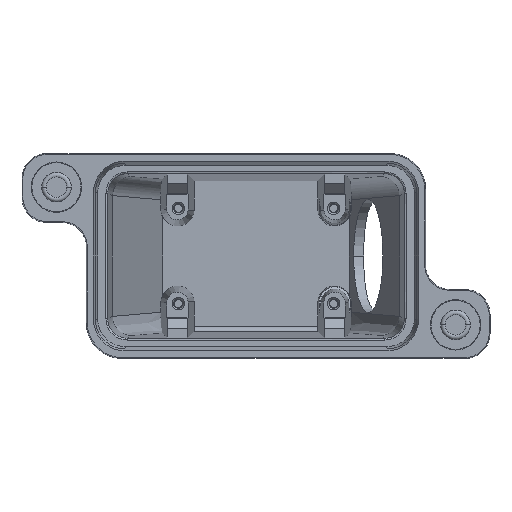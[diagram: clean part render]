
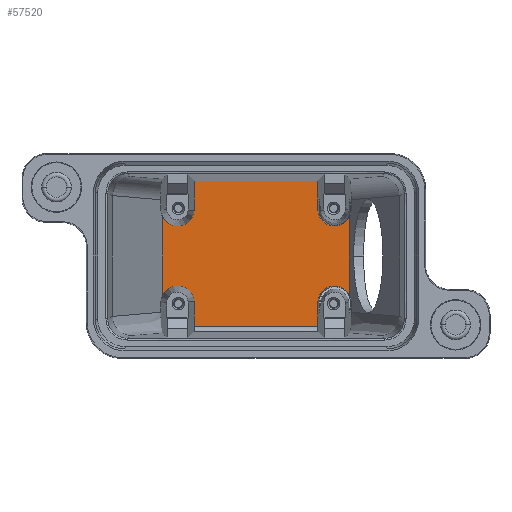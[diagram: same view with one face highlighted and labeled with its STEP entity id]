
A CAD part, front view. The second image highlights one B-rep face of the part: STEP entity #57520.
In plain terms, the highlighted planar face has unit normal (0, -1, 0).
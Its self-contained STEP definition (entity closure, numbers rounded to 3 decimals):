
#56450=CARTESIAN_POINT('',(120.776,89.294,-3.603));
#56460=DIRECTION('',(0.,1.,0.));
#56470=DIRECTION('',(-1.,0.,0.));
#56480=AXIS2_PLACEMENT_3D('',#56450,#56460,#56470);
#56490=PLANE('',#56480);
#56500=CARTESIAN_POINT('',(0.,89.294,
-45.868));
#56510=DIRECTION('',(1.,0.,0.));
#56520=VECTOR('',#56510,1.);
#56530=LINE('',#56500,#56520);
#56540=CARTESIAN_POINT('',(101.876,89.294,-45.868)
);
#56550=VERTEX_POINT('',#56540);
#56560=CARTESIAN_POINT('',(136.894,89.294,-45.868)
);
#56570=VERTEX_POINT('',#56560);
#56580=EDGE_CURVE('',#56550,#56570,#56530,.T.);
#56590=ORIENTED_EDGE('',*,*,#56580,.T.);
#56600=CARTESIAN_POINT('',(101.876,89.294,0.));
#56610=DIRECTION('',(0.,0.,1.));
#56620=VECTOR('',#56610,1.);
#56630=LINE('',#56600,#56620);
#56640=CARTESIAN_POINT('',(101.876,89.294,-38.958))
;
#56650=VERTEX_POINT('',#56640);
#56660=EDGE_CURVE('',#56550,#56650,#56630,.T.);
#56670=ORIENTED_EDGE('',*,*,#56660,.F.);
#56680=CARTESIAN_POINT('',(97.14,89.294,-39.255))
;
#56690=DIRECTION('',(0.,-1.,0.));
#56700=DIRECTION('',(-1.,0.,0.));
#56710=AXIS2_PLACEMENT_3D('',#56680,#56690,#56700);
#56720=CIRCLE('',#56710,4.746);
#56730=CARTESIAN_POINT('',(93.032,89.294,-36.878)
);
#56740=VERTEX_POINT('',#56730);
#56750=EDGE_CURVE('',#56650,#56740,#56720,.T.);
#56760=ORIENTED_EDGE('',*,*,#56750,.F.);
#56770=CARTESIAN_POINT('',(93.032,89.294,0.));
#56780=DIRECTION('',(0.,0.,1.));
#56790=VECTOR('',#56780,1.);
#56800=LINE('',#56770,#56790);
#56810=CARTESIAN_POINT('',(93.032,89.294,-15.122)
);
#56820=VERTEX_POINT('',#56810);
#56830=EDGE_CURVE('',#56740,#56820,#56800,.T.);
#56840=ORIENTED_EDGE('',*,*,#56830,.F.);
#56850=CARTESIAN_POINT('',(97.14,89.294,-12.745))
;
#56860=DIRECTION('',(0.,1.,0.));
#56870=DIRECTION('',(-1.,0.,0.));
#56880=AXIS2_PLACEMENT_3D('',#56850,#56860,#56870);
#56890=CIRCLE('',#56880,4.746);
#56900=CARTESIAN_POINT('',(101.876,89.294,-13.042)
);
#56910=VERTEX_POINT('',#56900);
#56920=EDGE_CURVE('',#56910,#56820,#56890,.T.);
#56930=ORIENTED_EDGE('',*,*,#56920,.T.);
#56940=CARTESIAN_POINT('',(101.876,89.294,0.));
#56950=DIRECTION('',(0.,0.,-1.));
#56960=VECTOR('',#56950,1.);
#56970=LINE('',#56940,#56960);
#56980=CARTESIAN_POINT('',(101.876,89.294,-4.667)
);
#56990=VERTEX_POINT('',#56980);
#57000=EDGE_CURVE('',#56990,#56910,#56970,.T.);
#57010=ORIENTED_EDGE('',*,*,#57000,.T.);
#57020=CARTESIAN_POINT('',(0.,89.294,-4.667));
#57030=DIRECTION('',(1.,0.,0.));
#57040=VECTOR('',#57030,1.);
#57050=LINE('',#57020,#57040);
#57060=CARTESIAN_POINT('',(136.894,89.294,-4.667)
);
#57070=VERTEX_POINT('',#57060);
#57080=EDGE_CURVE('',#56990,#57070,#57050,.T.);
#57090=ORIENTED_EDGE('',*,*,#57080,.F.);
#57100=CARTESIAN_POINT('',(136.894,89.294,0.));
#57110=DIRECTION('',(0.,0.,-1.));
#57120=VECTOR('',#57110,1.);
#57130=LINE('',#57100,#57120);
#57140=CARTESIAN_POINT('',(136.894,89.294,-13.042)
);
#57150=VERTEX_POINT('',#57140);
#57160=EDGE_CURVE('',#57070,#57150,#57130,.T.);
#57170=ORIENTED_EDGE('',*,*,#57160,.F.);
#57180=CARTESIAN_POINT('',(141.63,89.294,-12.745)
);
#57190=DIRECTION('',(0.,-1.,0.));
#57200=DIRECTION('',(1.,0.,0.));
#57210=AXIS2_PLACEMENT_3D('',#57180,#57190,#57200);
#57220=CIRCLE('',#57210,4.746);
#57230=CARTESIAN_POINT('',(145.738,89.294,-15.122))
;
#57240=VERTEX_POINT('',#57230);
#57250=EDGE_CURVE('',#57150,#57240,#57220,.T.);
#57260=ORIENTED_EDGE('',*,*,#57250,.F.);
#57270=CARTESIAN_POINT('',(145.738,89.294,0.));
#57280=DIRECTION('',(0.,0.,1.));
#57290=VECTOR('',#57280,1.);
#57300=LINE('',#57270,#57290);
#57310=CARTESIAN_POINT('',(145.738,89.294,-36.878)
);
#57320=VERTEX_POINT('',#57310);
#57330=EDGE_CURVE('',#57320,#57240,#57300,.T.);
#57340=ORIENTED_EDGE('',*,*,#57330,.T.);
#57350=CARTESIAN_POINT('',(141.63,89.294,-39.255)
);
#57360=DIRECTION('',(0.,1.,0.));
#57370=DIRECTION('',(1.,0.,0.));
#57380=AXIS2_PLACEMENT_3D('',#57350,#57360,#57370);
#57390=CIRCLE('',#57380,4.746);
#57400=CARTESIAN_POINT('',(136.894,89.294,-38.958)
);
#57410=VERTEX_POINT('',#57400);
#57420=EDGE_CURVE('',#57410,#57320,#57390,.T.);
#57430=ORIENTED_EDGE('',*,*,#57420,.T.);
#57440=CARTESIAN_POINT('',(136.894,89.294,0.));
#57450=DIRECTION('',(0.,0.,1.));
#57460=VECTOR('',#57450,1.);
#57470=LINE('',#57440,#57460);
#57480=EDGE_CURVE('',#56570,#57410,#57470,.T.);
#57490=ORIENTED_EDGE('',*,*,#57480,.T.);
#57500=EDGE_LOOP('',(#57490,#57430,#57340,#57260,#57170,#57090,#57010,
#56930,#56840,#56760,#56670,#56590));
#57510=FACE_OUTER_BOUND('',#57500,.T.);
#57520=ADVANCED_FACE('',(#57510),#56490,.F.);
